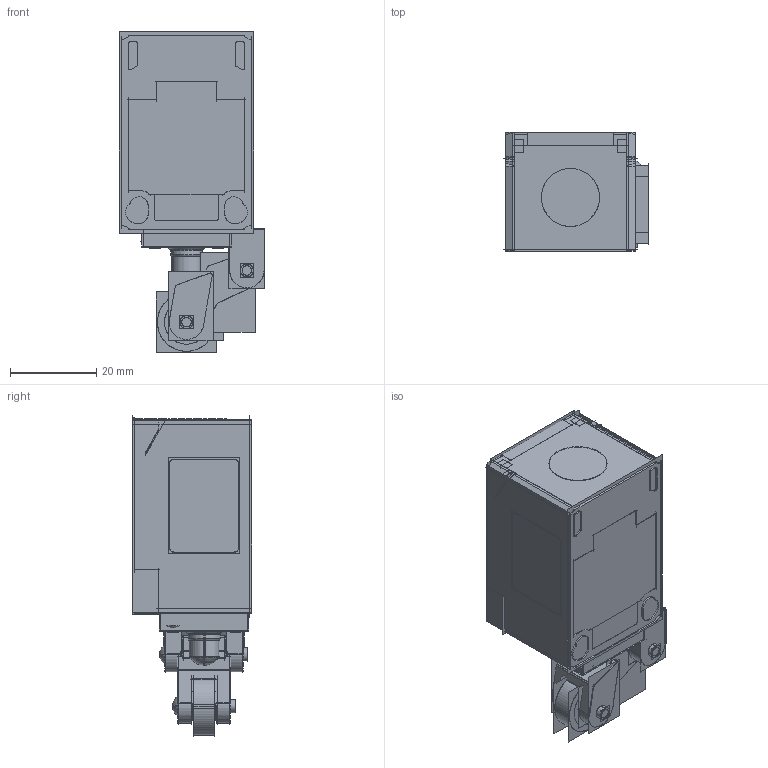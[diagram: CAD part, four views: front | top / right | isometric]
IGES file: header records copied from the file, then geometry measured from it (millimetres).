
Start section:  PTC IGES file: 212897.igs
Global section: file name: 212897.igs; native system: Creo Parametric by PTC Inc.; preprocessor: 2019292; author: PDMAdmin; organization: Unknown; date: 20191223.102722; units: millimetre
Bounding box: 33.76 x 27.66 x 74.42 mm (x, y, z)
Volume: 35586.2 mm3; surface area: 59088.6 mm2
Topology: 2 solids, 2 shells, 1616 faces, 7898 edges, 9547 vertices
Faces by surface type: bspline 1206, revolution 410
